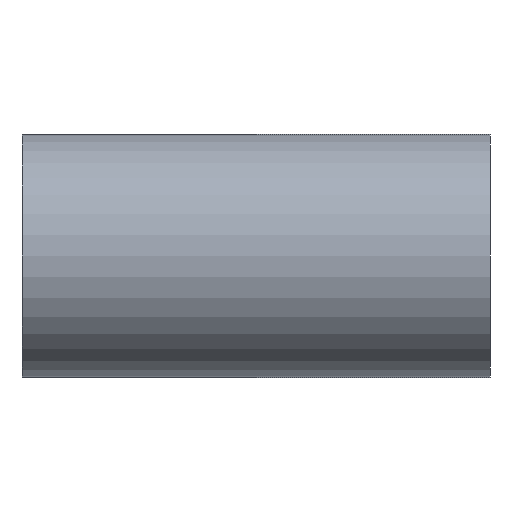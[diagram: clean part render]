
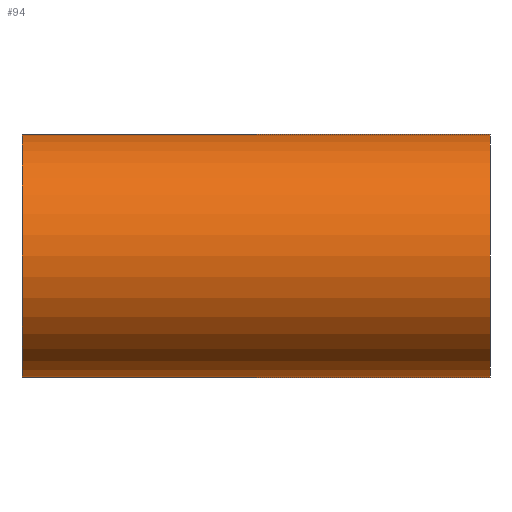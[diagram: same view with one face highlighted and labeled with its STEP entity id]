
A CAD part, front view. The second image highlights one B-rep face of the part: STEP entity #94.
In plain terms, the highlighted cylindrical face has radius 50.292 mm (diameter 100.584 mm), a partial arc.
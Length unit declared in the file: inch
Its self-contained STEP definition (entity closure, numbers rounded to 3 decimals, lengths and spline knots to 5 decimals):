
#6 = AXIS2_PLACEMENT_3D ( 'NONE', #674, #661, #643 ) ;
#21 = EDGE_CURVE ( 'NONE', #597, #585, #290, .T. ) ;
#22 = AXIS2_PLACEMENT_3D ( 'NONE', #518, #506, #507 ) ;
#23 = EDGE_CURVE ( 'NONE', #585, #625, #345, .T. ) ;
#27 = EDGE_CURVE ( 'NONE', #599, #610, #327, .T. ) ;
#68 = EDGE_CURVE ( 'NONE', #625, #610, #359, .T. ) ;
#79 = AXIS2_PLACEMENT_3D ( 'NONE', #453, #616, #457 ) ;
#87 = EDGE_CURVE ( 'NONE', #597, #598, #312, .T. ) ;
#94 = ADVANCED_FACE ( 'NONE', ( #360 ), #384, .T. ) ;
#174 = ORIENTED_EDGE ( 'NONE', *, *, #23, .F. ) ;
#190 = ORIENTED_EDGE ( 'NONE', *, *, #87, .T. ) ;
#198 = ORIENTED_EDGE ( 'NONE', *, *, #21, .F. ) ;
#212 = ORIENTED_EDGE ( 'NONE', *, *, #68, .F. ) ;
#219 = ORIENTED_EDGE ( 'NONE', *, *, #27, .T. ) ;
#273 = EDGE_LOOP ( 'NONE', ( #198, #190, #364, #219, #212, #174 ) ) ;
#290 = LINE ( 'NONE', #555, #294 ) ;
#294 = VECTOR ( 'NONE', #554, 39.37008 ) ;
#310 = VECTOR ( 'NONE', #541, 39.37008 ) ;
#312 = CIRCLE ( 'NONE', #79, 1.98 ) ;
#327 = LINE ( 'NONE', #559, #371 ) ;
#335 = LINE ( 'NONE', #423, #369 ) ;
#345 = LINE ( 'NONE', #543, #310 ) ;
#359 = CIRCLE ( 'NONE', #22, 1.98 ) ;
#360 = FACE_OUTER_BOUND ( 'NONE', #273, .T. ) ;
#364 = ORIENTED_EDGE ( 'NONE', *, *, #710, .T. ) ;
#369 = VECTOR ( 'NONE', #422, 39.37008 ) ;
#371 = VECTOR ( 'NONE', #538, 39.37008 ) ;
#384 = CYLINDRICAL_SURFACE ( 'NONE', #6, 1.98 ) ;
#422 = DIRECTION ( 'NONE',  ( -1., 0., 0. ) ) ;
#423 = CARTESIAN_POINT ( 'NONE',  ( 1.81, 0., 1.98 ) ) ;
#453 = CARTESIAN_POINT ( 'NONE',  ( 3.81, 0., 0. ) ) ;
#457 = DIRECTION ( 'NONE',  ( 0., 0., 1. ) ) ;
#506 = DIRECTION ( 'NONE',  ( -1., 0., 0. ) ) ;
#507 = DIRECTION ( 'NONE',  ( 0., 0., 1. ) ) ;
#518 = CARTESIAN_POINT ( 'NONE',  ( -3.81, 0., 0. ) ) ;
#538 = DIRECTION ( 'NONE',  ( -1., 0., 0. ) ) ;
#541 = DIRECTION ( 'NONE',  ( -1., 0., 0. ) ) ;
#543 = CARTESIAN_POINT ( 'NONE',  ( 1.81, 0., -1.98 ) ) ;
#544 = CARTESIAN_POINT ( 'NONE',  ( -3.81, 0., -1.98 ) ) ;
#554 = DIRECTION ( 'NONE',  ( -1., 0., 0. ) ) ;
#555 = CARTESIAN_POINT ( 'NONE',  ( 1.81, 0., -1.98 ) ) ;
#559 = CARTESIAN_POINT ( 'NONE',  ( 1.81, 0., 1.98 ) ) ;
#564 = CARTESIAN_POINT ( 'NONE',  ( -3.81, 0., 1.98 ) ) ;
#585 = VERTEX_POINT ( 'NONE', #640 ) ;
#597 = VERTEX_POINT ( 'NONE', #633 ) ;
#598 = VERTEX_POINT ( 'NONE', #632 ) ;
#599 = VERTEX_POINT ( 'NONE', #630 ) ;
#610 = VERTEX_POINT ( 'NONE', #564 ) ;
#616 = DIRECTION ( 'NONE',  ( -1., 0., 0. ) ) ;
#625 = VERTEX_POINT ( 'NONE', #544 ) ;
#630 = CARTESIAN_POINT ( 'NONE',  ( 0., 0., 1.98 ) ) ;
#632 = CARTESIAN_POINT ( 'NONE',  ( 3.81, 0., 1.98 ) ) ;
#633 = CARTESIAN_POINT ( 'NONE',  ( 3.81, 0., -1.98 ) ) ;
#640 = CARTESIAN_POINT ( 'NONE',  ( 0., 0., -1.98 ) ) ;
#643 = DIRECTION ( 'NONE',  ( 0., 0., 1. ) ) ;
#661 = DIRECTION ( 'NONE',  ( -1., 0., 0. ) ) ;
#674 = CARTESIAN_POINT ( 'NONE',  ( 1.81, 0., 0. ) ) ;
#710 = EDGE_CURVE ( 'NONE', #598, #599, #335, .T. ) ;
